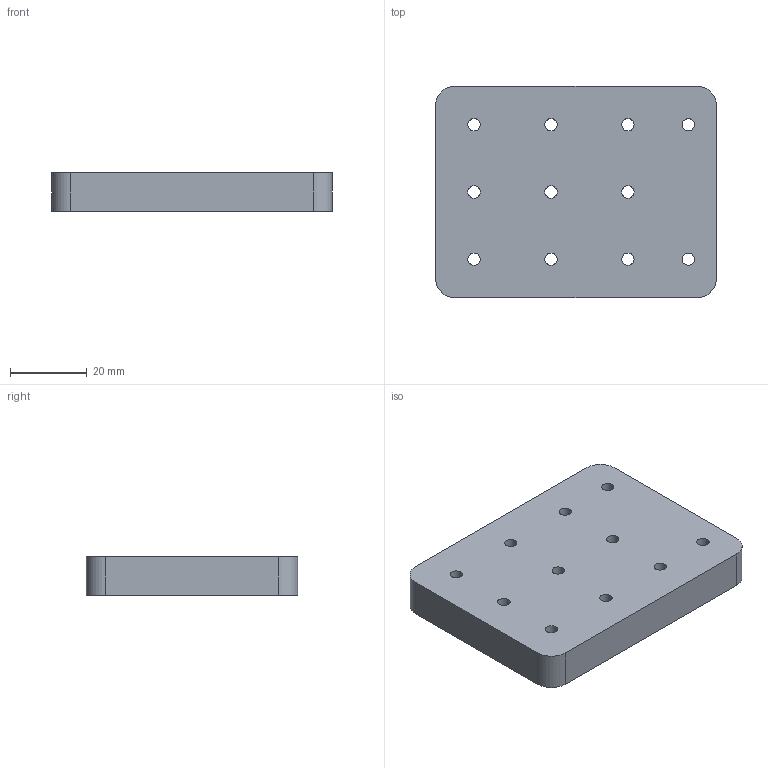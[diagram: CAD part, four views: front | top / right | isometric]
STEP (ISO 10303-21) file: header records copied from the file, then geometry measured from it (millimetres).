
FILE_DESCRIPTION(/* description */ (''),/* implementation_level */ '2;1');
FILE_NAME(/* name */ 'Cindymill_ZAxis_CableChain_Holder.step',/* time_stamp */ '2021-09-26T19:51:56+02:00',/* author */ (''),/* organization */ (''),/* preprocessor_version */ 'ST-DEVELOPER v18.1',/* originating_system */ 'Autodesk Translation Framework v10.10.0.1391',/* authorisation */ '');
FILE_SCHEMA (('AUTOMOTIVE_DESIGN { 1 0 10303 214 3 1 1 }'));
Length unit declared in the file: millimetre
Products named in the file (3): Cindymill_15mm_Complete; Portal; Z-Achse
Assembly tree (2 placements, depth 3):
  Cindymill_15mm_Complete
    Portal
      Z-Achse
Bounding box: 73 x 54.96 x 10 mm (x, y, z)
Volume: 39023.4 mm3; surface area: 11383.9 mm2
Topology: 1 solids, 1 shells, 21 faces, 57 edges, 38 vertices
Faces by surface type: cylinder 15, plane 6
Full cylindrical faces by diameter (mm): 3.2 x11
Entity records: 829 total; most frequent: DIRECTION 139, CARTESIAN_POINT 121, ORIENTED_EDGE 114, EDGE_CURVE 57, AXIS2_PLACEMENT_3D 56, EDGE_LOOP 43, VERTEX_POINT 38, CIRCLE 30
